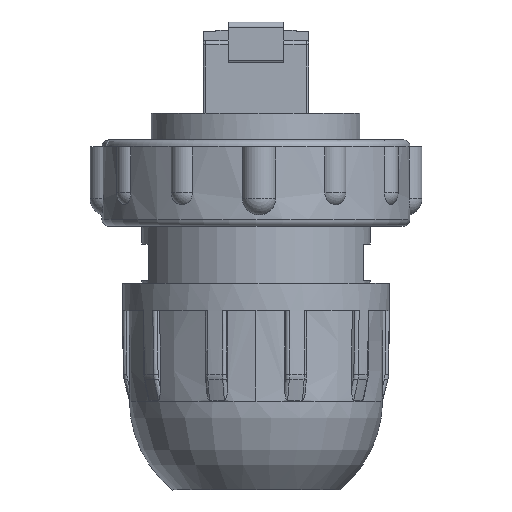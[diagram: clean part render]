
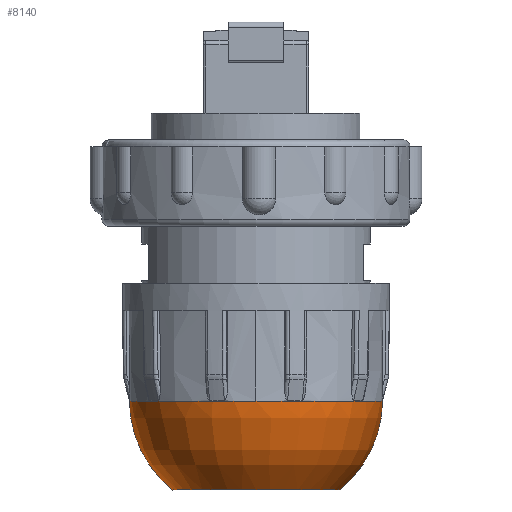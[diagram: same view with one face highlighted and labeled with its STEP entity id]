
A CAD part, front view. The second image highlights one B-rep face of the part: STEP entity #8140.
In plain terms, the highlighted toroidal (fillet/blend) face has major radius 1.234 mm and minor radius 12.751 mm.
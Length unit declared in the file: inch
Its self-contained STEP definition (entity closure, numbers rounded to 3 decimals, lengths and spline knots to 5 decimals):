
#838 = CARTESIAN_POINT ( 'NONE',  ( 0., -0.55057, -1.25304 ) ) ;
#864 = CARTESIAN_POINT ( 'NONE',  ( -0.363, 0., -1.64 ) ) ;
#912 = CARTESIAN_POINT ( 'NONE',  ( -0.55057, 0., -1.25304 ) ) ;
#1081 = AXIS2_PLACEMENT_3D ( 'NONE', #5895, #5529, #5468 ) ;
#1168 = CARTESIAN_POINT ( 'NONE',  ( 0.363, 0., -1.64 ) ) ;
#1190 = AXIS2_PLACEMENT_3D ( 'NONE', #5922, #4994, #5488 ) ;
#1616 = CARTESIAN_POINT ( 'NONE',  ( 0.55057, 0., -1.25304 ) ) ;
#2436 = AXIS2_PLACEMENT_3D ( 'NONE', #4340, #4323, #3883 ) ;
#2458 = AXIS2_PLACEMENT_3D ( 'NONE', #4302, #3890, #4080 ) ;
#3658 = EDGE_LOOP ( 'NONE', ( #6847, #6716, #6838, #6547, #6677 ) ) ;
#3883 = DIRECTION ( 'NONE',  ( 0., 0., -1. ) ) ;
#3890 = DIRECTION ( 'NONE',  ( 0., 0., -1. ) ) ;
#4080 = DIRECTION ( 'NONE',  ( -1., 0., 0. ) ) ;
#4302 = CARTESIAN_POINT ( 'NONE',  ( 0., 0., -1.25304 ) ) ;
#4323 = DIRECTION ( 'NONE',  ( 0., -1., 0. ) ) ;
#4340 = CARTESIAN_POINT ( 'NONE',  ( 0.04859, 0., -1.24866 ) ) ;
#4994 = DIRECTION ( 'NONE',  ( 0., 0., 1. ) ) ;
#5468 = DIRECTION ( 'NONE',  ( -1., 0., 0. ) ) ;
#5488 = DIRECTION ( 'NONE',  ( 1., 0., 0. ) ) ;
#5529 = DIRECTION ( 'NONE',  ( 0., 1., 0. ) ) ;
#5646 = DIRECTION ( 'NONE',  ( -1., 0., 0. ) ) ;
#5648 = DIRECTION ( 'NONE',  ( 0., 0., -1. ) ) ;
#5651 = CARTESIAN_POINT ( 'NONE',  ( 0., 0., -1.25304 ) ) ;
#5895 = CARTESIAN_POINT ( 'NONE',  ( -0.04859, 0., -1.24866 ) ) ;
#5922 = CARTESIAN_POINT ( 'NONE',  ( 0., 0., -1.64 ) ) ;
#6547 = ORIENTED_EDGE ( 'NONE', *, *, #9034, .T. ) ;
#6677 = ORIENTED_EDGE ( 'NONE', *, *, #9560, .T. ) ;
#6716 = ORIENTED_EDGE ( 'NONE', *, *, #9230, .T. ) ;
#6838 = ORIENTED_EDGE ( 'NONE', *, *, #9532, .T. ) ;
#6847 = ORIENTED_EDGE ( 'NONE', *, *, #9167, .F. ) ;
#6902 = CIRCLE ( 'NONE', #1081, 0.502 ) ;
#6944 = CIRCLE ( 'NONE', #1190, 0.363 ) ;
#7012 = CIRCLE ( 'NONE', #2458, 0.55057 ) ;
#7015 = CIRCLE ( 'NONE', #2436, 0.502 ) ;
#8140 = ADVANCED_FACE ( 'NONE', ( #13596 ), #8575, .T. ) ;
#8575 = TOROIDAL_SURFACE ( 'NONE', #13663, 0.04859, 0.502 ) ;
#8785 = CIRCLE ( 'NONE', #13334, 0.55057 ) ;
#9034 = EDGE_CURVE ( 'NONE', #10521, #10824, #8785, .T. ) ;
#9167 = EDGE_CURVE ( 'NONE', #10803, #10870, #6902, .T. ) ;
#9230 = EDGE_CURVE ( 'NONE', #10803, #10869, #6944, .T. ) ;
#9532 = EDGE_CURVE ( 'NONE', #10869, #10521, #7015, .T. ) ;
#9560 = EDGE_CURVE ( 'NONE', #10824, #10870, #7012, .T. ) ;
#10521 = VERTEX_POINT ( 'NONE', #1616 ) ;
#10803 = VERTEX_POINT ( 'NONE', #864 ) ;
#10824 = VERTEX_POINT ( 'NONE', #838 ) ;
#10869 = VERTEX_POINT ( 'NONE', #1168 ) ;
#10870 = VERTEX_POINT ( 'NONE', #912 ) ;
#13334 = AXIS2_PLACEMENT_3D ( 'NONE', #5651, #5648, #5646 ) ;
#13596 = FACE_OUTER_BOUND ( 'NONE', #3658, .T. ) ;
#13663 = AXIS2_PLACEMENT_3D ( 'NONE', #15818, #15817, #15816 ) ;
#15816 = DIRECTION ( 'NONE',  ( 1., 0., 0. ) ) ;
#15817 = DIRECTION ( 'NONE',  ( 0., 0., 1. ) ) ;
#15818 = CARTESIAN_POINT ( 'NONE',  ( 0., 0., -1.24866 ) ) ;
